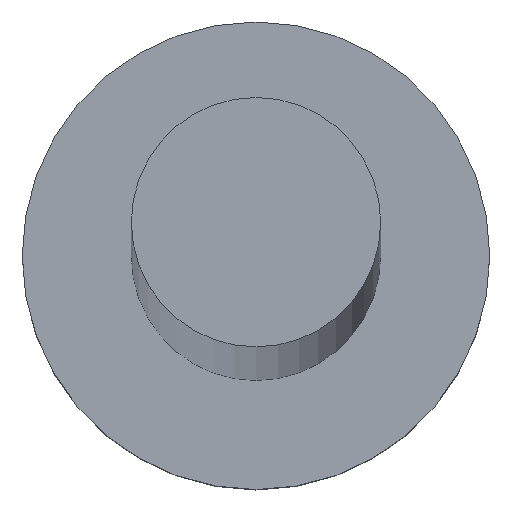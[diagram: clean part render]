
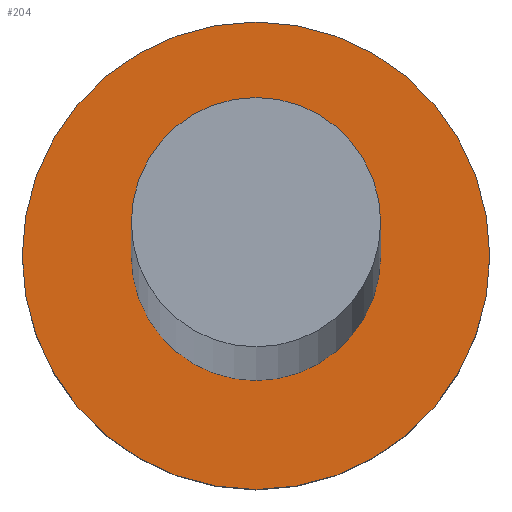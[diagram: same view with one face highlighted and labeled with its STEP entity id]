
A CAD part, top view. The second image highlights one B-rep face of the part: STEP entity #204.
In plain terms, the highlighted planar face has unit normal (0, 0, 1).
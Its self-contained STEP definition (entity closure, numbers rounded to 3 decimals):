
#6 = VERTEX_POINT ( 'NONE', #225 ) ;
#11 = DIRECTION ( 'NONE',  ( 1., 0., 0. ) ) ;
#17 = DIRECTION ( 'NONE',  ( 0., 0., 1. ) ) ;
#22 = AXIS2_PLACEMENT_3D ( 'NONE', #155, #92, #94 ) ;
#27 = FACE_OUTER_BOUND ( 'NONE', #124, .T. ) ;
#29 = EDGE_CURVE ( 'NONE', #172, #160, #196, .T. ) ;
#38 = AXIS2_PLACEMENT_3D ( 'NONE', #86, #17, #207 ) ;
#48 = DIRECTION ( 'NONE',  ( 1., 0., 0. ) ) ;
#62 = EDGE_CURVE ( 'NONE', #160, #172, #151, .T. ) ;
#65 = EDGE_LOOP ( 'NONE', ( #244, #90 ) ) ;
#71 = CARTESIAN_POINT ( 'NONE',  ( 0., 0., 3. ) ) ;
#75 = DIRECTION ( 'NONE',  ( 0., 0., 1. ) ) ;
#84 = CARTESIAN_POINT ( 'NONE',  ( 0., 0., 3. ) ) ;
#86 = CARTESIAN_POINT ( 'NONE',  ( 0., 0., 3. ) ) ;
#90 = ORIENTED_EDGE ( 'NONE', *, *, #97, .F. ) ;
#92 = DIRECTION ( 'NONE',  ( 0., 0., 1. ) ) ;
#94 = DIRECTION ( 'NONE',  ( 1., 0., 0. ) ) ;
#97 = EDGE_CURVE ( 'NONE', #162, #6, #223, .T. ) ;
#107 = AXIS2_PLACEMENT_3D ( 'NONE', #84, #210, #11 ) ;
#113 = CARTESIAN_POINT ( 'NONE',  ( -3., 0., 3. ) ) ;
#116 = AXIS2_PLACEMENT_3D ( 'NONE', #71, #75, #48 ) ;
#122 = ORIENTED_EDGE ( 'NONE', *, *, #62, .T. ) ;
#124 = EDGE_LOOP ( 'NONE', ( #122, #194 ) ) ;
#133 = FACE_BOUND ( 'NONE', #65, .T. ) ;
#134 = CARTESIAN_POINT ( 'NONE',  ( 3., 0., 3. ) ) ;
#151 = CIRCLE ( 'NONE', #107, 3. ) ;
#155 = CARTESIAN_POINT ( 'NONE',  ( 0., 0., 3. ) ) ;
#158 = AXIS2_PLACEMENT_3D ( 'NONE', #168, #208, #221 ) ;
#160 = VERTEX_POINT ( 'NONE', #113 ) ;
#162 = VERTEX_POINT ( 'NONE', #187 ) ;
#168 = CARTESIAN_POINT ( 'NONE',  ( 0., 0., 3. ) ) ;
#172 = VERTEX_POINT ( 'NONE', #134 ) ;
#175 = EDGE_CURVE ( 'NONE', #6, #162, #250, .T. ) ;
#187 = CARTESIAN_POINT ( 'NONE',  ( 1.6, 0., 3. ) ) ;
#194 = ORIENTED_EDGE ( 'NONE', *, *, #29, .T. ) ;
#196 = CIRCLE ( 'NONE', #38, 3. ) ;
#204 = ADVANCED_FACE ( 'NONE', ( #133, #27 ), #215, .T. ) ;
#207 = DIRECTION ( 'NONE',  ( 1., 0., 0. ) ) ;
#208 = DIRECTION ( 'NONE',  ( 0., 0., 1. ) ) ;
#210 = DIRECTION ( 'NONE',  ( 0., 0., 1. ) ) ;
#215 = PLANE ( 'NONE',  #158 ) ;
#221 = DIRECTION ( 'NONE',  ( 1., 0., 0. ) ) ;
#223 = CIRCLE ( 'NONE', #22, 1.6 ) ;
#225 = CARTESIAN_POINT ( 'NONE',  ( -1.6, 0., 3. ) ) ;
#244 = ORIENTED_EDGE ( 'NONE', *, *, #175, .F. ) ;
#250 = CIRCLE ( 'NONE', #116, 1.6 ) ;
